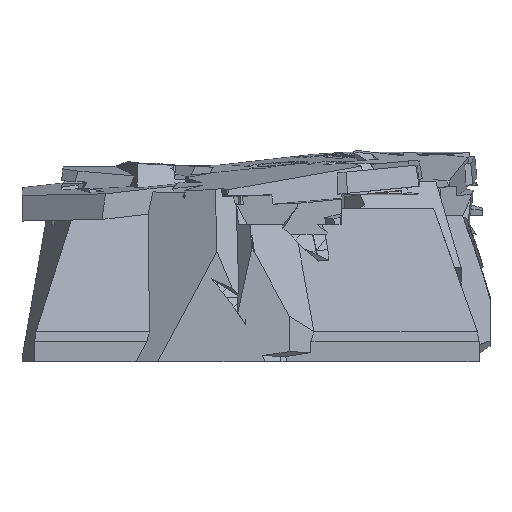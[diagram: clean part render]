
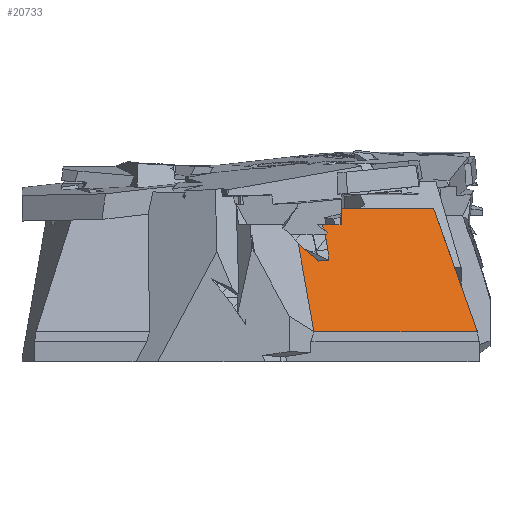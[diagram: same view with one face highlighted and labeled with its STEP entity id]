
A CAD part, left-side view. The second image highlights one B-rep face of the part: STEP entity #20733.
In plain terms, the highlighted planar face has unit normal (-0.954, 0, 0.301).
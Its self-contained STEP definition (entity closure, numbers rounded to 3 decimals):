
#750=FACE_OUTER_BOUND('',#1873,.T.);
#1873=EDGE_LOOP('',(#15670,#15671,#15672,#15673,#15674,#15675,#15676,#15677,
#15678,#15679,#15680,#15681,#15682,#15683,#15684));
#3322=LINE('',#30883,#6154);
#3425=LINE('',#31084,#6257);
#3526=LINE('',#31284,#6358);
#3534=LINE('',#31301,#6366);
#3558=LINE('',#31350,#6390);
#3593=LINE('',#31419,#6425);
#3601=LINE('',#31435,#6433);
#3603=LINE('',#31439,#6435);
#3605=LINE('',#31442,#6437);
#3639=LINE('',#31511,#6471);
#3641=LINE('',#31514,#6473);
#3642=LINE('',#31516,#6474);
#3753=LINE('',#31746,#6585);
#3763=LINE('',#31765,#6595);
#3764=LINE('',#31766,#6596);
#6154=VECTOR('',#23669,10.);
#6257=VECTOR('',#23818,10.);
#6358=VECTOR('',#23983,10.);
#6366=VECTOR('',#23993,10.);
#6390=VECTOR('',#24031,10.);
#6425=VECTOR('',#24092,10.);
#6433=VECTOR('',#24110,10.);
#6435=VECTOR('',#24114,10.);
#6437=VECTOR('',#24118,10.);
#6471=VECTOR('',#24190,10.);
#6473=VECTOR('',#24194,10.);
#6474=VECTOR('',#24197,10.);
#6585=VECTOR('',#24380,10.);
#6595=VECTOR('',#24396,10.);
#6596=VECTOR('',#24397,10.);
#8934=VERTEX_POINT('',#30881);
#8935=VERTEX_POINT('',#30882);
#9010=VERTEX_POINT('',#31083);
#9076=VERTEX_POINT('',#31282);
#9077=VERTEX_POINT('',#31283);
#9084=VERTEX_POINT('',#31299);
#9085=VERTEX_POINT('',#31300);
#9103=VERTEX_POINT('',#31349);
#9124=VERTEX_POINT('',#31418);
#9127=VERTEX_POINT('',#31434);
#9128=VERTEX_POINT('',#31438);
#9143=VERTEX_POINT('',#31508);
#9144=VERTEX_POINT('',#31510);
#9227=VERTEX_POINT('',#31745);
#9233=VERTEX_POINT('',#31764);
#11143=EDGE_CURVE('',#8934,#8935,#3322,.T.);
#11246=EDGE_CURVE('',#8935,#9010,#3425,.T.);
#11347=EDGE_CURVE('',#9076,#9077,#3526,.T.);
#11355=EDGE_CURVE('',#9084,#9085,#3534,.T.);
#11379=EDGE_CURVE('',#9085,#9103,#3558,.T.);
#11414=EDGE_CURVE('',#9124,#9076,#3593,.T.);
#11422=EDGE_CURVE('',#9127,#9124,#3601,.T.);
#11424=EDGE_CURVE('',#9103,#9128,#3603,.T.);
#11426=EDGE_CURVE('',#9128,#9127,#3605,.T.);
#11460=EDGE_CURVE('',#9144,#9143,#3639,.T.);
#11462=EDGE_CURVE('',#9143,#9084,#3641,.T.);
#11463=EDGE_CURVE('',#9077,#8934,#3642,.T.);
#11574=EDGE_CURVE('',#9144,#9227,#3753,.T.);
#11584=EDGE_CURVE('',#9233,#9010,#3763,.T.);
#11585=EDGE_CURVE('',#9227,#9233,#3764,.T.);
#15670=ORIENTED_EDGE('',*,*,#11460,.T.);
#15671=ORIENTED_EDGE('',*,*,#11462,.T.);
#15672=ORIENTED_EDGE('',*,*,#11355,.T.);
#15673=ORIENTED_EDGE('',*,*,#11379,.T.);
#15674=ORIENTED_EDGE('',*,*,#11424,.T.);
#15675=ORIENTED_EDGE('',*,*,#11426,.T.);
#15676=ORIENTED_EDGE('',*,*,#11422,.T.);
#15677=ORIENTED_EDGE('',*,*,#11414,.T.);
#15678=ORIENTED_EDGE('',*,*,#11347,.T.);
#15679=ORIENTED_EDGE('',*,*,#11463,.T.);
#15680=ORIENTED_EDGE('',*,*,#11143,.T.);
#15681=ORIENTED_EDGE('',*,*,#11246,.T.);
#15682=ORIENTED_EDGE('',*,*,#11584,.F.);
#15683=ORIENTED_EDGE('',*,*,#11585,.F.);
#15684=ORIENTED_EDGE('',*,*,#11574,.F.);
#19623=PLANE('',#21799);
#20733=ADVANCED_FACE('',(#750),#19623,.T.);
#21799=AXIS2_PLACEMENT_3D('',#31763,#24394,#24395);
#23669=DIRECTION('',(-0.297,-0.167,-0.94));
#23818=DIRECTION('',(-0.267,0.462,-0.846));
#23983=DIRECTION('',(-0.024,0.997,-0.077));
#23993=DIRECTION('',(-0.245,-0.582,-0.776));
#24031=DIRECTION('',(-0.241,0.596,-0.765));
#24092=DIRECTION('',(-0.3,-0.087,-0.95));
#24110=DIRECTION('',(-0.296,-0.169,-0.94));
#24114=DIRECTION('',(-0.013,0.999,-0.041));
#24118=DIRECTION('',(-0.296,-0.169,-0.94));
#24190=DIRECTION('',(-0.301,0.026,-0.953));
#24194=DIRECTION('',(0.,1.,0.));
#24197=DIRECTION('',(0.245,0.582,0.776));
#24380=DIRECTION('',(0.,-1.,0.));
#24394=DIRECTION('center_axis',(-0.954,0.,
0.301));
#24395=DIRECTION('ref_axis',(0.301,0.,0.954));
#24396=DIRECTION('',(0.,1.,0.));
#24397=DIRECTION('',(-0.285,-0.32,-0.904));
#30881=CARTESIAN_POINT('',(124.372,126.432,0.105));
#30882=CARTESIAN_POINT('',(123.109,125.722,-3.901));
#30883=CARTESIAN_POINT('',(124.778,126.66,1.391));
#31083=CARTESIAN_POINT('',(123.103,125.732,-3.919));
#31084=CARTESIAN_POINT('',(123.507,125.032,-2.638));
#31282=CARTESIAN_POINT('',(124.003,125.126,-1.067));
#31283=CARTESIAN_POINT('',(123.993,125.53,-1.098));
#31284=CARTESIAN_POINT('',(123.942,127.657,-1.261));
#31299=CARTESIAN_POINT('',(124.451,125.43,0.355));
#31300=CARTESIAN_POINT('',(124.351,125.192,0.038));
#31301=CARTESIAN_POINT('',(125.028,126.801,2.184));
#31349=CARTESIAN_POINT('',(124.333,125.238,-0.021));
#31350=CARTESIAN_POINT('',(123.788,126.584,-1.748));
#31418=CARTESIAN_POINT('',(124.136,125.165,-0.643));
#31419=CARTESIAN_POINT('',(124.004,125.126,-1.062));
#31434=CARTESIAN_POINT('',(124.276,125.244,-0.202));
#31435=CARTESIAN_POINT('',(124.447,125.341,0.341));
#31438=CARTESIAN_POINT('',(124.332,125.276,-0.022));
#31439=CARTESIAN_POINT('',(124.267,130.262,-0.228));
#31442=CARTESIAN_POINT('',(124.252,125.231,-0.276));
#31508=CARTESIAN_POINT('',(124.451,124.635,0.355));
#31510=CARTESIAN_POINT('',(124.654,124.617,1.));
#31511=CARTESIAN_POINT('',(124.51,124.63,0.543));
#31514=CARTESIAN_POINT('',(124.451,130.232,0.355));
#31516=CARTESIAN_POINT('',(124.856,127.582,1.639));
#31745=CARTESIAN_POINT('',(124.654,120.95,1.));
#31746=CARTESIAN_POINT('',(124.654,125.94,1.));
#31763=CARTESIAN_POINT('Origin',(124.108,130.619,-0.732));
#31764=CARTESIAN_POINT('',(123.103,119.208,-3.919));
#31765=CARTESIAN_POINT('',(123.103,124.88,-3.919));
#31766=CARTESIAN_POINT('',(124.948,121.28,1.932));
